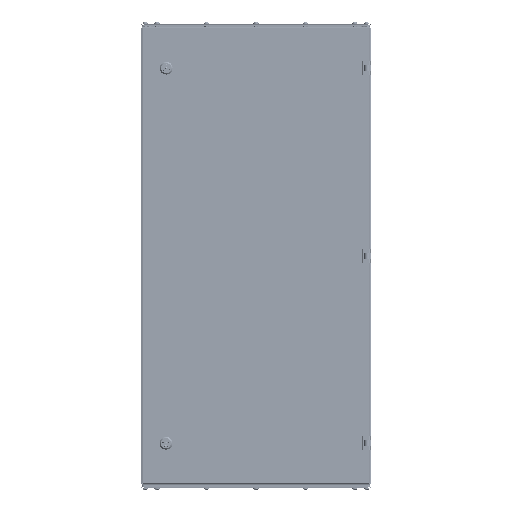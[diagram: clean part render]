
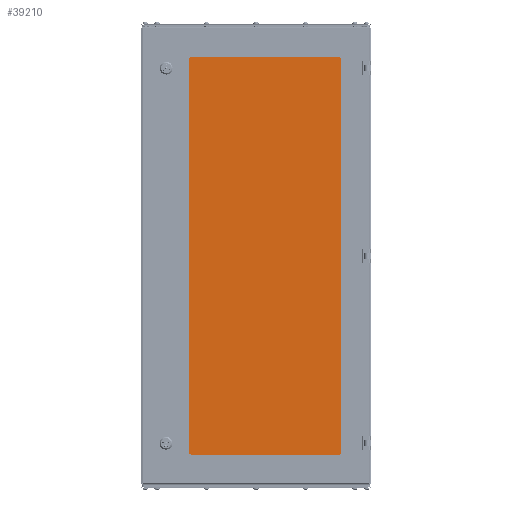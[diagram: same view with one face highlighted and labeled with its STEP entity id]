
A CAD part, top view. The second image highlights one B-rep face of the part: STEP entity #39210.
In plain terms, the highlighted planar face has unit normal (0, 0, 1).
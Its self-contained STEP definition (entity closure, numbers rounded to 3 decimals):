
#1534 = CARTESIAN_POINT ( 'NONE',  ( -167.75, 445.5, 4. ) ) ;
#1661 = VERTEX_POINT ( 'NONE', #1534 ) ;
#5051 = ORIENTED_EDGE ( 'NONE', *, *, #36535, .T. ) ;
#5138 = DIRECTION ( 'NONE',  ( 0., 0., 1. ) ) ;
#6416 = LINE ( 'NONE', #43131, #66426 ) ;
#7192 = EDGE_CURVE ( 'NONE', #63006, #59611, #6416, .T. ) ;
#7806 = DIRECTION ( 'NONE',  ( 1., 0., 0. ) ) ;
#10809 = DIRECTION ( 'NONE',  ( -1., 0., 0. ) ) ;
#10964 = AXIS2_PLACEMENT_3D ( 'NONE', #13277, #19428, #11411 ) ;
#11411 = DIRECTION ( 'NONE',  ( -1., 0., 0. ) ) ;
#12049 = VECTOR ( 'NONE', #87538, 1000. ) ;
#12590 = EDGE_CURVE ( 'NONE', #58750, #29101, #84658, .T. ) ;
#13277 = CARTESIAN_POINT ( 'NONE',  ( 167.75, 435.5, 4. ) ) ;
#14514 = ORIENTED_EDGE ( 'NONE', *, *, #64882, .T. ) ;
#16084 = CARTESIAN_POINT ( 'NONE',  ( -177.75, -435.5, 4. ) ) ;
#16501 = CARTESIAN_POINT ( 'NONE',  ( -167.75, -435.5, 4. ) ) ;
#19428 = DIRECTION ( 'NONE',  ( 0., 0., 1. ) ) ;
#19906 = EDGE_CURVE ( 'NONE', #29101, #1661, #73826, .T. ) ;
#23791 = CARTESIAN_POINT ( 'NONE',  ( 177.75, 435.5, 4. ) ) ;
#27662 = LINE ( 'NONE', #85565, #66171 ) ;
#28325 = DIRECTION ( 'NONE',  ( -1., 0., 0. ) ) ;
#28772 = CARTESIAN_POINT ( 'NONE',  ( 177.75, -435.5, 4. ) ) ;
#29101 = VERTEX_POINT ( 'NONE', #78636 ) ;
#36115 = CIRCLE ( 'NONE', #39139, 10. ) ;
#36185 = ORIENTED_EDGE ( 'NONE', *, *, #83660, .T. ) ;
#36535 = EDGE_CURVE ( 'NONE', #54200, #58750, #45301, .T. ) ;
#36960 = CARTESIAN_POINT ( 'NONE',  ( 0., 0., 4. ) ) ;
#37311 = ORIENTED_EDGE ( 'NONE', *, *, #86730, .T. ) ;
#38244 = CARTESIAN_POINT ( 'NONE',  ( 177.75, -445.5, 4. ) ) ;
#39139 = AXIS2_PLACEMENT_3D ( 'NONE', #63155, #92429, #28325 ) ;
#39210 = ADVANCED_FACE ( 'NONE', ( #56714 ), #80280, .F. ) ;
#39265 = VERTEX_POINT ( 'NONE', #78410 ) ;
#41940 = VECTOR ( 'NONE', #66916, 1000. ) ;
#43131 = CARTESIAN_POINT ( 'NONE',  ( -177.75, -445.5, 4. ) ) ;
#43546 = DIRECTION ( 'NONE',  ( 0., 0., -1. ) ) ;
#45301 = LINE ( 'NONE', #38244, #41940 ) ;
#46224 = EDGE_LOOP ( 'NONE', ( #72784, #36185, #5051, #73898, #79975, #50239, #14514, #37311 ) ) ;
#48465 = AXIS2_PLACEMENT_3D ( 'NONE', #16501, #58853, #51805 ) ;
#50239 = ORIENTED_EDGE ( 'NONE', *, *, #56976, .T. ) ;
#50902 = CARTESIAN_POINT ( 'NONE',  ( 167.75, -445.5, 4. ) ) ;
#51805 = DIRECTION ( 'NONE',  ( -1., 0., 0. ) ) ;
#52083 = AXIS2_PLACEMENT_3D ( 'NONE', #83783, #5138, #10809 ) ;
#54183 = AXIS2_PLACEMENT_3D ( 'NONE', #36960, #43546, #85948 ) ;
#54200 = VERTEX_POINT ( 'NONE', #28772 ) ;
#56714 = FACE_OUTER_BOUND ( 'NONE', #46224, .T. ) ;
#56976 = EDGE_CURVE ( 'NONE', #1661, #39265, #62612, .T. ) ;
#58750 = VERTEX_POINT ( 'NONE', #23791 ) ;
#58853 = DIRECTION ( 'NONE',  ( 0., 0., 1. ) ) ;
#59611 = VERTEX_POINT ( 'NONE', #50902 ) ;
#61937 = CIRCLE ( 'NONE', #48465, 10. ) ;
#62612 = CIRCLE ( 'NONE', #52083, 10. ) ;
#63006 = VERTEX_POINT ( 'NONE', #66372 ) ;
#63155 = CARTESIAN_POINT ( 'NONE',  ( 167.75, -435.5, 4. ) ) ;
#64882 = EDGE_CURVE ( 'NONE', #39265, #78649, #27662, .T. ) ;
#66171 = VECTOR ( 'NONE', #92206, 1000. ) ;
#66372 = CARTESIAN_POINT ( 'NONE',  ( -167.75, -445.5, 4. ) ) ;
#66426 = VECTOR ( 'NONE', #7806, 1000. ) ;
#66916 = DIRECTION ( 'NONE',  ( 0., 1., 0. ) ) ;
#71961 = CARTESIAN_POINT ( 'NONE',  ( -177.75, 445.5, 4. ) ) ;
#72784 = ORIENTED_EDGE ( 'NONE', *, *, #7192, .T. ) ;
#73826 = LINE ( 'NONE', #71961, #12049 ) ;
#73898 = ORIENTED_EDGE ( 'NONE', *, *, #12590, .T. ) ;
#78410 = CARTESIAN_POINT ( 'NONE',  ( -177.75, 435.5, 4. ) ) ;
#78636 = CARTESIAN_POINT ( 'NONE',  ( 167.75, 445.5, 4. ) ) ;
#78649 = VERTEX_POINT ( 'NONE', #16084 ) ;
#79975 = ORIENTED_EDGE ( 'NONE', *, *, #19906, .T. ) ;
#80280 = PLANE ( 'NONE',  #54183 ) ;
#83660 = EDGE_CURVE ( 'NONE', #59611, #54200, #36115, .T. ) ;
#83783 = CARTESIAN_POINT ( 'NONE',  ( -167.75, 435.5, 4. ) ) ;
#84658 = CIRCLE ( 'NONE', #10964, 10. ) ;
#85565 = CARTESIAN_POINT ( 'NONE',  ( -177.75, -445.5, 4. ) ) ;
#85948 = DIRECTION ( 'NONE',  ( -1., 0., 0. ) ) ;
#86730 = EDGE_CURVE ( 'NONE', #78649, #63006, #61937, .T. ) ;
#87538 = DIRECTION ( 'NONE',  ( -1., 0., 0. ) ) ;
#92206 = DIRECTION ( 'NONE',  ( 0., -1., 0. ) ) ;
#92429 = DIRECTION ( 'NONE',  ( 0., 0., 1. ) ) ;
